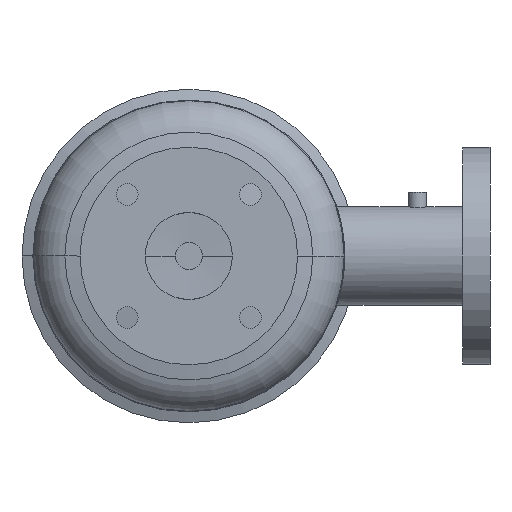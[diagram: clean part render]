
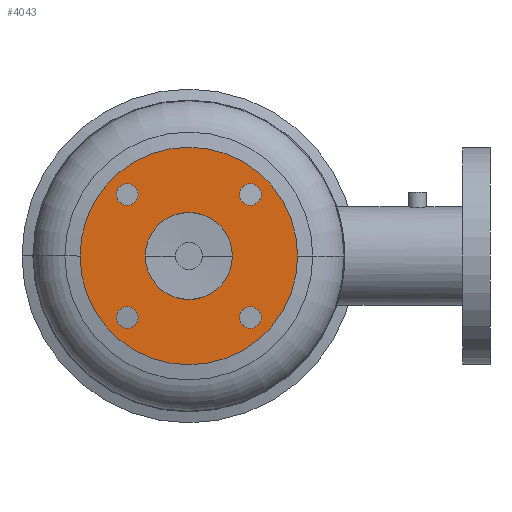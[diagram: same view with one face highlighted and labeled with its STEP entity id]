
A CAD part, front view. The second image highlights one B-rep face of the part: STEP entity #4043.
In plain terms, the highlighted planar face has unit normal (0, -1, 0).
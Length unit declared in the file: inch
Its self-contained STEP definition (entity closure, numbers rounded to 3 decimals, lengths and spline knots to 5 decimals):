
#13 = ORIENTED_EDGE ( 'NONE', *, *, #1394, .F. ) ;
#95 = CIRCLE ( 'NONE', #3529, 1.5 ) ;
#143 = CARTESIAN_POINT ( 'NONE',  ( -3.75, 0., 0. ) ) ;
#155 = CIRCLE ( 'NONE', #2820, 0.375 ) ;
#249 = EDGE_CURVE ( 'NONE', #2469, #1824, #1032, .T. ) ;
#385 = DIRECTION ( 'NONE',  ( 0., -1., 0. ) ) ;
#474 = ORIENTED_EDGE ( 'NONE', *, *, #1042, .F. ) ;
#480 = FACE_BOUND ( 'NONE', #2800, .T. ) ;
#501 = VERTEX_POINT ( 'NONE', #2914 ) ;
#529 = ORIENTED_EDGE ( 'NONE', *, *, #3640, .T. ) ;
#535 = DIRECTION ( 'NONE',  ( 0., -1., 0. ) ) ;
#649 = AXIS2_PLACEMENT_3D ( 'NONE', #4710, #3109, #4732 ) ;
#704 = CIRCLE ( 'NONE', #4588, 3.75 ) ;
#706 = CARTESIAN_POINT ( 'NONE',  ( -1.74632, 0., 2.12132 ) ) ;
#733 = DIRECTION ( 'NONE',  ( 0., -1., 0. ) ) ;
#785 = VERTEX_POINT ( 'NONE', #143 ) ;
#868 = CIRCLE ( 'NONE', #3736, 0.375 ) ;
#877 = DIRECTION ( 'NONE',  ( 1., 0., 0. ) ) ;
#927 = ORIENTED_EDGE ( 'NONE', *, *, #1762, .F. ) ;
#1028 = AXIS2_PLACEMENT_3D ( 'NONE', #1204, #4864, #1184 ) ;
#1032 = CIRCLE ( 'NONE', #3007, 1.5 ) ;
#1042 = EDGE_CURVE ( 'NONE', #4263, #3353, #2884, .T. ) ;
#1062 = FACE_BOUND ( 'NONE', #2647, .T. ) ;
#1074 = EDGE_CURVE ( 'NONE', #1786, #785, #704, .T. ) ;
#1126 = DIRECTION ( 'NONE',  ( 0., 1., 0. ) ) ;
#1184 = DIRECTION ( 'NONE',  ( 1., 0., 0. ) ) ;
#1202 = DIRECTION ( 'NONE',  ( 0., 1., 0. ) ) ;
#1204 = CARTESIAN_POINT ( 'NONE',  ( -2.12132, 0., -2.12132 ) ) ;
#1361 = EDGE_LOOP ( 'NONE', ( #4950, #529 ) ) ;
#1394 = EDGE_CURVE ( 'NONE', #3353, #4263, #4749, .T. ) ;
#1529 = DIRECTION ( 'NONE',  ( 1., 0., 0. ) ) ;
#1542 = DIRECTION ( 'NONE',  ( 1., 0., 0. ) ) ;
#1593 = CIRCLE ( 'NONE', #4627, 3.75 ) ;
#1622 = CARTESIAN_POINT ( 'NONE',  ( 0., 0., 0. ) ) ;
#1762 = EDGE_CURVE ( 'NONE', #5282, #501, #3639, .T. ) ;
#1786 = VERTEX_POINT ( 'NONE', #4452 ) ;
#1824 = VERTEX_POINT ( 'NONE', #5226 ) ;
#1897 = CARTESIAN_POINT ( 'NONE',  ( 0., 0., 0. ) ) ;
#2071 = CARTESIAN_POINT ( 'NONE',  ( -1.74632, 0., -2.12132 ) ) ;
#2123 = DIRECTION ( 'NONE',  ( 1., 0., 0. ) ) ;
#2126 = CARTESIAN_POINT ( 'NONE',  ( 1.74632, 0., 2.12132 ) ) ;
#2152 = FACE_BOUND ( 'NONE', #5268, .T. ) ;
#2159 = EDGE_LOOP ( 'NONE', ( #2403, #3022 ) ) ;
#2249 = VERTEX_POINT ( 'NONE', #706 ) ;
#2287 = FACE_BOUND ( 'NONE', #3107, .T. ) ;
#2288 = ORIENTED_EDGE ( 'NONE', *, *, #4026, .F. ) ;
#2290 = CIRCLE ( 'NONE', #3091, 0.375 ) ;
#2314 = CARTESIAN_POINT ( 'NONE',  ( 2.49632, 0., 2.12132 ) ) ;
#2330 = AXIS2_PLACEMENT_3D ( 'NONE', #2410, #4843, #1529 ) ;
#2355 = DIRECTION ( 'NONE',  ( 1., 0., 0. ) ) ;
#2403 = ORIENTED_EDGE ( 'NONE', *, *, #3588, .T. ) ;
#2407 = CIRCLE ( 'NONE', #1028, 0.375 ) ;
#2410 = CARTESIAN_POINT ( 'NONE',  ( -2.12132, 0., -2.12132 ) ) ;
#2453 = DIRECTION ( 'NONE',  ( 1., 0., 0. ) ) ;
#2457 = CARTESIAN_POINT ( 'NONE',  ( 2.12132, 0., 2.12132 ) ) ;
#2469 = VERTEX_POINT ( 'NONE', #4968 ) ;
#2498 = CARTESIAN_POINT ( 'NONE',  ( -2.49632, 0., 2.12132 ) ) ;
#2647 = EDGE_LOOP ( 'NONE', ( #5303, #4173 ) ) ;
#2748 = DIRECTION ( 'NONE',  ( 0., -1., 0. ) ) ;
#2798 = FACE_OUTER_BOUND ( 'NONE', #1361, .T. ) ;
#2799 = DIRECTION ( 'NONE',  ( 1., 0., 0. ) ) ;
#2800 = EDGE_LOOP ( 'NONE', ( #4234, #4731 ) ) ;
#2820 = AXIS2_PLACEMENT_3D ( 'NONE', #4914, #4532, #2453 ) ;
#2884 = CIRCLE ( 'NONE', #3340, 0.375 ) ;
#2914 = CARTESIAN_POINT ( 'NONE',  ( -2.49632, 0., -2.12132 ) ) ;
#2948 = AXIS2_PLACEMENT_3D ( 'NONE', #3660, #4959, #877 ) ;
#2971 = VERTEX_POINT ( 'NONE', #2498 ) ;
#3007 = AXIS2_PLACEMENT_3D ( 'NONE', #4435, #1202, #4010 ) ;
#3012 = DIRECTION ( 'NONE',  ( 1., 0., 0. ) ) ;
#3022 = ORIENTED_EDGE ( 'NONE', *, *, #249, .T. ) ;
#3091 = AXIS2_PLACEMENT_3D ( 'NONE', #5199, #2748, #2355 ) ;
#3107 = EDGE_LOOP ( 'NONE', ( #474, #13 ) ) ;
#3109 = DIRECTION ( 'NONE',  ( 0., -1., 0. ) ) ;
#3191 = CARTESIAN_POINT ( 'NONE',  ( 2.12132, 0., 2.12132 ) ) ;
#3215 = AXIS2_PLACEMENT_3D ( 'NONE', #3191, #733, #2799 ) ;
#3340 = AXIS2_PLACEMENT_3D ( 'NONE', #2457, #4514, #2123 ) ;
#3347 = VERTEX_POINT ( 'NONE', #5059 ) ;
#3353 = VERTEX_POINT ( 'NONE', #2126 ) ;
#3432 = VERTEX_POINT ( 'NONE', #3906 ) ;
#3529 = AXIS2_PLACEMENT_3D ( 'NONE', #1897, #1126, #1542 ) ;
#3588 = EDGE_CURVE ( 'NONE', #1824, #2469, #95, .T. ) ;
#3623 = FACE_BOUND ( 'NONE', #2159, .T. ) ;
#3639 = CIRCLE ( 'NONE', #2330, 0.375 ) ;
#3640 = EDGE_CURVE ( 'NONE', #785, #1786, #1593, .T. ) ;
#3650 = DIRECTION ( 'NONE',  ( 0., -1., 0. ) ) ;
#3660 = CARTESIAN_POINT ( 'NONE',  ( 0., 0., 0. ) ) ;
#3704 = DIRECTION ( 'NONE',  ( 1., 0., 0. ) ) ;
#3736 = AXIS2_PLACEMENT_3D ( 'NONE', #4512, #385, #3704 ) ;
#3815 = CARTESIAN_POINT ( 'NONE',  ( 0., 0., 0. ) ) ;
#3906 = CARTESIAN_POINT ( 'NONE',  ( 1.74632, 0., -2.12132 ) ) ;
#4010 = DIRECTION ( 'NONE',  ( 1., 0., 0. ) ) ;
#4026 = EDGE_CURVE ( 'NONE', #501, #5282, #2407, .T. ) ;
#4043 = ADVANCED_FACE ( 'NONE', ( #480, #2152, #1062, #2287, #2798, #3623 ), #5300, .T. ) ;
#4162 = EDGE_CURVE ( 'NONE', #3432, #3347, #4523, .T. ) ;
#4173 = ORIENTED_EDGE ( 'NONE', *, *, #4162, .F. ) ;
#4234 = ORIENTED_EDGE ( 'NONE', *, *, #5305, .F. ) ;
#4263 = VERTEX_POINT ( 'NONE', #2314 ) ;
#4435 = CARTESIAN_POINT ( 'NONE',  ( 0., 0., 0. ) ) ;
#4452 = CARTESIAN_POINT ( 'NONE',  ( 3.75, 0., 0. ) ) ;
#4483 = DIRECTION ( 'NONE',  ( 1., 0., 0. ) ) ;
#4512 = CARTESIAN_POINT ( 'NONE',  ( -2.12132, 0., 2.12132 ) ) ;
#4514 = DIRECTION ( 'NONE',  ( 0., -1., 0. ) ) ;
#4523 = CIRCLE ( 'NONE', #649, 0.375 ) ;
#4532 = DIRECTION ( 'NONE',  ( 0., -1., 0. ) ) ;
#4588 = AXIS2_PLACEMENT_3D ( 'NONE', #3815, #535, #3012 ) ;
#4627 = AXIS2_PLACEMENT_3D ( 'NONE', #1622, #3650, #4483 ) ;
#4710 = CARTESIAN_POINT ( 'NONE',  ( 2.12132, 0., -2.12132 ) ) ;
#4731 = ORIENTED_EDGE ( 'NONE', *, *, #5287, .F. ) ;
#4732 = DIRECTION ( 'NONE',  ( 1., 0., 0. ) ) ;
#4749 = CIRCLE ( 'NONE', #3215, 0.375 ) ;
#4843 = DIRECTION ( 'NONE',  ( 0., -1., 0. ) ) ;
#4864 = DIRECTION ( 'NONE',  ( 0., -1., 0. ) ) ;
#4914 = CARTESIAN_POINT ( 'NONE',  ( -2.12132, 0., 2.12132 ) ) ;
#4950 = ORIENTED_EDGE ( 'NONE', *, *, #1074, .T. ) ;
#4959 = DIRECTION ( 'NONE',  ( 0., -1., 0. ) ) ;
#4968 = CARTESIAN_POINT ( 'NONE',  ( -1.5, 0., 0. ) ) ;
#5058 = EDGE_CURVE ( 'NONE', #3347, #3432, #2290, .T. ) ;
#5059 = CARTESIAN_POINT ( 'NONE',  ( 2.49632, 0., -2.12132 ) ) ;
#5199 = CARTESIAN_POINT ( 'NONE',  ( 2.12132, 0., -2.12132 ) ) ;
#5226 = CARTESIAN_POINT ( 'NONE',  ( 1.5, 0., 0. ) ) ;
#5268 = EDGE_LOOP ( 'NONE', ( #927, #2288 ) ) ;
#5282 = VERTEX_POINT ( 'NONE', #2071 ) ;
#5287 = EDGE_CURVE ( 'NONE', #2971, #2249, #155, .T. ) ;
#5300 = PLANE ( 'NONE',  #2948 ) ;
#5303 = ORIENTED_EDGE ( 'NONE', *, *, #5058, .F. ) ;
#5305 = EDGE_CURVE ( 'NONE', #2249, #2971, #868, .T. ) ;
